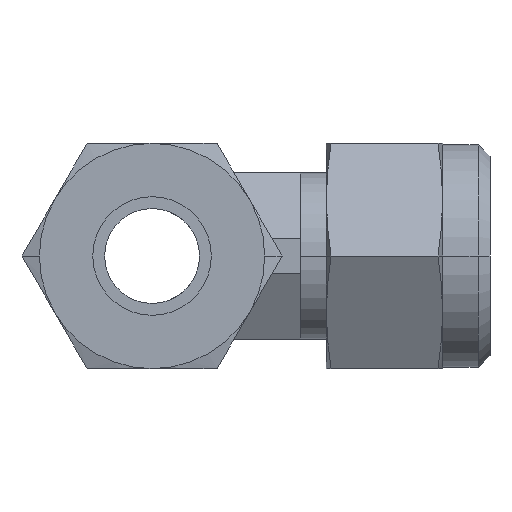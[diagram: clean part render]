
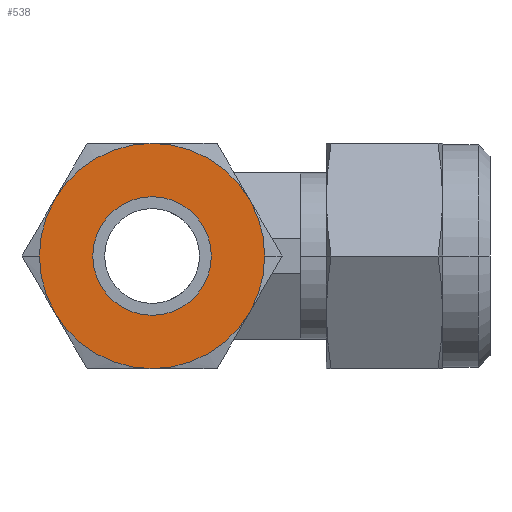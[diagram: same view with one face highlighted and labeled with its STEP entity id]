
A CAD part, left-side view. The second image highlights one B-rep face of the part: STEP entity #538.
In plain terms, the highlighted planar face has unit normal (-1, 0, 0).
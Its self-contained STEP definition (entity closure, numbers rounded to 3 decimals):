
#538 = ADVANCED_FACE( '', ( #1111, #1112 ), #1113, .T. );
#1111 = FACE_OUTER_BOUND( '', #1687, .T. );
#1112 = FACE_BOUND( '', #1688, .T. );
#1113 = PLANE( '', #1689 );
#1687 = EDGE_LOOP( '', ( #3738, #3739, #3740, #3741, #3742, #3743, #3744, #3745 ) );
#1688 = EDGE_LOOP( '', ( #3746, #3747 ) );
#1689 = AXIS2_PLACEMENT_3D( '', #3748, #3749, #3750 );
#3738 = ORIENTED_EDGE( '', *, *, #4382, .F. );
#3739 = ORIENTED_EDGE( '', *, *, #4383, .F. );
#3740 = ORIENTED_EDGE( '', *, *, #4378, .F. );
#3741 = ORIENTED_EDGE( '', *, *, #4379, .F. );
#3742 = ORIENTED_EDGE( '', *, *, #4339, .F. );
#3743 = ORIENTED_EDGE( '', *, *, #4380, .F. );
#3744 = ORIENTED_EDGE( '', *, *, #4381, .F. );
#3745 = ORIENTED_EDGE( '', *, *, #4335, .F. );
#3746 = ORIENTED_EDGE( '', *, *, #4389, .T. );
#3747 = ORIENTED_EDGE( '', *, *, #4319, .T. );
#3748 = CARTESIAN_POINT( '', ( -30., -7.25, 0. ) );
#3749 = DIRECTION( '', ( -1., 0., 0. ) );
#3750 = DIRECTION( '', ( 0., 1., 0. ) );
#4319 = EDGE_CURVE( '', #5288, #5285, #5289, .T. );
#4335 = EDGE_CURVE( '', #5313, #5316, #5317, .T. );
#4339 = EDGE_CURVE( '', #5322, #5320, #5324, .T. );
#4378 = EDGE_CURVE( '', #5340, #5359, #5385, .T. );
#4379 = EDGE_CURVE( '', #5320, #5340, #5386, .T. );
#4380 = EDGE_CURVE( '', #5372, #5322, #5387, .T. );
#4381 = EDGE_CURVE( '', #5316, #5372, #5388, .T. );
#4382 = EDGE_CURVE( '', #5352, #5313, #5389, .T. );
#4383 = EDGE_CURVE( '', #5359, #5352, #5390, .T. );
#4389 = EDGE_CURVE( '', #5285, #5288, #5396, .T. );
#5285 = VERTEX_POINT( '', #7118 );
#5288 = VERTEX_POINT( '', #7122 );
#5289 = CIRCLE( '', #7123, 5. );
#5313 = VERTEX_POINT( '', #7156 );
#5316 = VERTEX_POINT( '', #7160 );
#5317 = CIRCLE( '', #7161, 9.5 );
#5320 = VERTEX_POINT( '', #7173 );
#5322 = VERTEX_POINT( '', #7176 );
#5324 = CIRCLE( '', #7187, 9.5 );
#5340 = VERTEX_POINT( '', #7233 );
#5352 = VERTEX_POINT( '', #7283 );
#5359 = VERTEX_POINT( '', #7327 );
#5372 = VERTEX_POINT( '', #7404 );
#5385 = CIRCLE( '', #7454, 9.5 );
#5386 = CIRCLE( '', #7455, 9.5 );
#5387 = CIRCLE( '', #7456, 9.5 );
#5388 = CIRCLE( '', #7457, 9.5 );
#5389 = CIRCLE( '', #7458, 9.5 );
#5390 = CIRCLE( '', #7459, 9.5 );
#5396 = CIRCLE( '', #7465, 5. );
#7118 = CARTESIAN_POINT( '', ( -30., -5., 0. ) );
#7122 = CARTESIAN_POINT( '', ( -30., 5., 0. ) );
#7123 = AXIS2_PLACEMENT_3D( '', #8322, #8323, #8324 );
#7156 = CARTESIAN_POINT( '', ( -30., -9.5, 0. ) );
#7160 = CARTESIAN_POINT( '', ( -30., -8.227, -4.75 ) );
#7161 = AXIS2_PLACEMENT_3D( '', #8350, #8351, #8352 );
#7173 = CARTESIAN_POINT( '', ( -30., 9.5, 0. ) );
#7176 = CARTESIAN_POINT( '', ( -30., 8.227, -4.75 ) );
#7187 = AXIS2_PLACEMENT_3D( '', #8354, #8355, #8356 );
#7233 = CARTESIAN_POINT( '', ( -30., 8.227, 4.75 ) );
#7283 = CARTESIAN_POINT( '', ( -30., -8.227, 4.75 ) );
#7327 = CARTESIAN_POINT( '', ( -30., 0., 9.5 ) );
#7404 = CARTESIAN_POINT( '', ( -30., 0., -9.5 ) );
#7454 = AXIS2_PLACEMENT_3D( '', #8389, #8390, #8391 );
#7455 = AXIS2_PLACEMENT_3D( '', #8392, #8393, #8394 );
#7456 = AXIS2_PLACEMENT_3D( '', #8395, #8396, #8397 );
#7457 = AXIS2_PLACEMENT_3D( '', #8398, #8399, #8400 );
#7458 = AXIS2_PLACEMENT_3D( '', #8401, #8402, #8403 );
#7459 = AXIS2_PLACEMENT_3D( '', #8404, #8405, #8406 );
#7465 = AXIS2_PLACEMENT_3D( '', #8422, #8423, #8424 );
#8322 = CARTESIAN_POINT( '', ( -30., 0., 0. ) );
#8323 = DIRECTION( '', ( 1., 0., 0. ) );
#8324 = DIRECTION( '', ( 0., -1., 0. ) );
#8350 = CARTESIAN_POINT( '', ( -30., 0., 0. ) );
#8351 = DIRECTION( '', ( 1., 0., 0. ) );
#8352 = DIRECTION( '', ( 0., -1., 0. ) );
#8354 = CARTESIAN_POINT( '', ( -30., 0., 0. ) );
#8355 = DIRECTION( '', ( 1., 0., 0. ) );
#8356 = DIRECTION( '', ( 0., -1., 0. ) );
#8389 = CARTESIAN_POINT( '', ( -30., 0., 0. ) );
#8390 = DIRECTION( '', ( 1., 0., 0. ) );
#8391 = DIRECTION( '', ( 0., -1., 0. ) );
#8392 = CARTESIAN_POINT( '', ( -30., 0., 0. ) );
#8393 = DIRECTION( '', ( 1., 0., 0. ) );
#8394 = DIRECTION( '', ( 0., -1., 0. ) );
#8395 = CARTESIAN_POINT( '', ( -30., 0., 0. ) );
#8396 = DIRECTION( '', ( 1., 0., 0. ) );
#8397 = DIRECTION( '', ( 0., -1., 0. ) );
#8398 = CARTESIAN_POINT( '', ( -30., 0., 0. ) );
#8399 = DIRECTION( '', ( 1., 0., 0. ) );
#8400 = DIRECTION( '', ( 0., -1., 0. ) );
#8401 = CARTESIAN_POINT( '', ( -30., 0., 0. ) );
#8402 = DIRECTION( '', ( 1., 0., 0. ) );
#8403 = DIRECTION( '', ( 0., -1., 0. ) );
#8404 = CARTESIAN_POINT( '', ( -30., 0., 0. ) );
#8405 = DIRECTION( '', ( 1., 0., 0. ) );
#8406 = DIRECTION( '', ( 0., -1., 0. ) );
#8422 = CARTESIAN_POINT( '', ( -30., 0., 0. ) );
#8423 = DIRECTION( '', ( 1., 0., 0. ) );
#8424 = DIRECTION( '', ( 0., -1., 0. ) );
